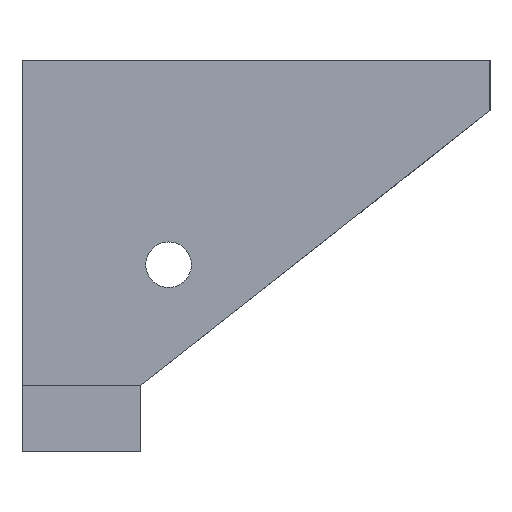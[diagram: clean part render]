
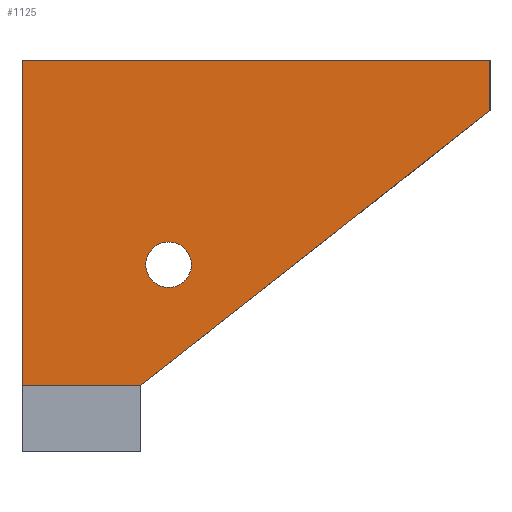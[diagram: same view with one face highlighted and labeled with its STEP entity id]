
A CAD part, left-side view. The second image highlights one B-rep face of the part: STEP entity #1125.
In plain terms, the highlighted planar face has unit normal (-1, 0, 0).
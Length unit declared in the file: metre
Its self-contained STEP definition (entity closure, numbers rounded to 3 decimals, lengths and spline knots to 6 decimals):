
#68=LINE('',#1660,#170);
#121=LINE('',#1829,#223);
#124=LINE('',#1837,#226);
#138=LINE('',#1874,#240);
#139=LINE('',#1877,#241);
#170=VECTOR('',#1327,1.);
#223=VECTOR('',#1488,1.);
#226=VECTOR('',#1499,1.);
#240=VECTOR('',#1541,1.);
#241=VECTOR('',#1546,1.);
#498=ORIENTED_EDGE('',*,*,#694,.F.);
#499=ORIENTED_EDGE('',*,*,#692,.T.);
#500=ORIENTED_EDGE('',*,*,#667,.F.);
#501=ORIENTED_EDGE('',*,*,#672,.T.);
#502=ORIENTED_EDGE('',*,*,#585,.F.);
#503=ORIENTED_EDGE('',*,*,#695,.F.);
#585=EDGE_CURVE('',#732,#733,#68,.T.);
#667=EDGE_CURVE('',#794,#795,#121,.T.);
#672=EDGE_CURVE('',#794,#733,#124,.T.);
#692=EDGE_CURVE('',#803,#795,#138,.T.);
#694=EDGE_CURVE('',#803,#732,#139,.T.);
#695=EDGE_CURVE('',#805,#805,#851,.T.);
#732=VERTEX_POINT('',#1659);
#733=VERTEX_POINT('',#1661);
#794=VERTEX_POINT('',#1828);
#795=VERTEX_POINT('',#1830);
#803=VERTEX_POINT('',#1868);
#805=VERTEX_POINT('',#1879);
#851=CIRCLE('',#1244,0.00135);
#930=EDGE_LOOP('',(#498,#499,#500,#501,#502));
#931=EDGE_LOOP('',(#503));
#1026=FACE_BOUND('',#930,.T.);
#1027=FACE_BOUND('',#931,.T.);
#1075=PLANE('',#1243);
#1125=ADVANCED_FACE('',(#1026,#1027),#1075,.T.);
#1243=AXIS2_PLACEMENT_3D('',#1876,#1544,#1545);
#1244=AXIS2_PLACEMENT_3D('',#1878,#1547,#1548);
#1327=DIRECTION('',(0.,0.,1.));
#1488=DIRECTION('',(0.,0.,-1.));
#1499=DIRECTION('',(0.,1.,0.));
#1541=DIRECTION('',(0.,-0.786,0.618));
#1544=DIRECTION('',(-1.,0.,0.));
#1545=DIRECTION('',(0.,-1.,0.));
#1546=DIRECTION('',(0.,1.,0.));
#1547=DIRECTION('',(-1.,0.,0.));
#1548=DIRECTION('',(0.,0.,1.));
#1659=CARTESIAN_POINT('',(-0.007899,0.0277,-0.006169));
#1660=CARTESIAN_POINT('',(-0.007899,0.0277,0.008595));
#1661=CARTESIAN_POINT('',(-0.007899,0.0277,0.013098));
#1828=CARTESIAN_POINT('',(-0.007899,0.,0.013098));
#1829=CARTESIAN_POINT('',(-0.007899,0.,0.013098));
#1830=CARTESIAN_POINT('',(-0.007899,0.,0.010098));
#1837=CARTESIAN_POINT('',(-0.007899,0.0257,0.013098));
#1868=CARTESIAN_POINT('',(-0.007899,0.0207,-0.006169));
#1874=CARTESIAN_POINT('',(-0.007899,0.01035,0.001965));
#1876=CARTESIAN_POINT('',(-0.007899,0.01385,0.0015));
#1877=CARTESIAN_POINT('',(-0.007899,0.0257,-0.006169));
#1878=CARTESIAN_POINT('',(-0.007899,0.019025,0.000982));
#1879=CARTESIAN_POINT('',(-0.007899,0.019025,0.002332));
